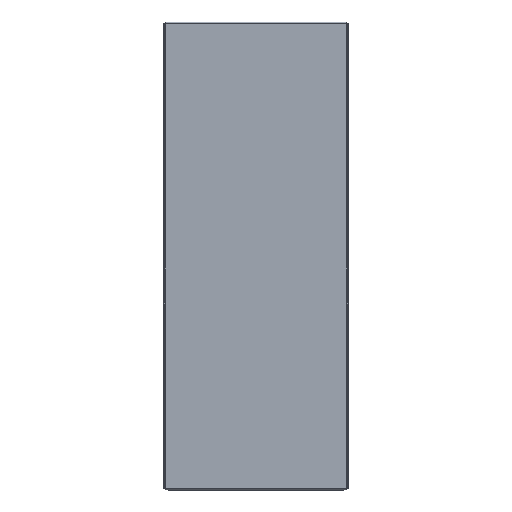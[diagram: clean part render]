
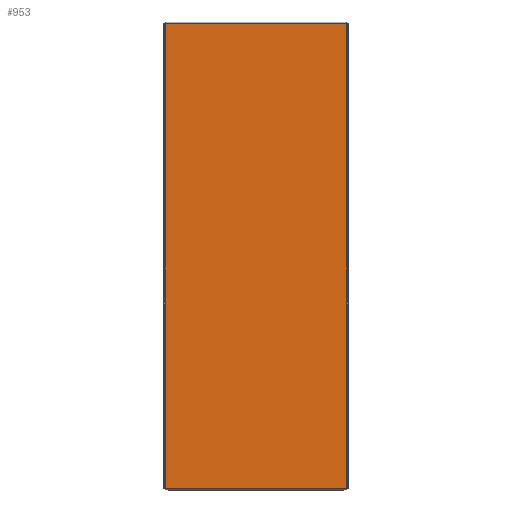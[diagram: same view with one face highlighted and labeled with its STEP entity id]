
A CAD part, top view. The second image highlights one B-rep face of the part: STEP entity #953.
In plain terms, the highlighted planar face has unit normal (0, 0, 1).
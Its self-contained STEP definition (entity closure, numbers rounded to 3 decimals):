
#63 = CARTESIAN_POINT ( 'NONE',  ( -153., 384.5, 0. ) ) ;
#80 = CARTESIAN_POINT ( 'NONE',  ( -150., -384.5, 0. ) ) ;
#111 = PLANE ( 'NONE',  #1597 ) ;
#119 = VECTOR ( 'NONE', #1218, 1000. ) ;
#159 = CARTESIAN_POINT ( 'NONE',  ( -153., -384.5, 0. ) ) ;
#177 = LINE ( 'NONE', #159, #1522 ) ;
#199 = CARTESIAN_POINT ( 'NONE',  ( 150., 384.5, 0. ) ) ;
#239 = CARTESIAN_POINT ( 'NONE',  ( 0., 0., 0. ) ) ;
#257 = EDGE_CURVE ( 'NONE', #759, #604, #177, .T. ) ;
#287 = DIRECTION ( 'NONE',  ( -1., 0., 0. ) ) ;
#301 = ORIENTED_EDGE ( 'NONE', *, *, #586, .F. ) ;
#341 = VERTEX_POINT ( 'NONE', #732 ) ;
#493 = DIRECTION ( 'NONE',  ( 1., 0., 0. ) ) ;
#586 = EDGE_CURVE ( 'NONE', #759, #341, #943, .T. ) ;
#604 = VERTEX_POINT ( 'NONE', #1509 ) ;
#680 = DIRECTION ( 'NONE',  ( 1., 0., 0. ) ) ;
#713 = EDGE_CURVE ( 'NONE', #1183, #604, #1402, .T. ) ;
#732 = CARTESIAN_POINT ( 'NONE',  ( -150., 384.5, 0. ) ) ;
#748 = ORIENTED_EDGE ( 'NONE', *, *, #1128, .T. ) ;
#749 = VECTOR ( 'NONE', #287, 1000. ) ;
#759 = VERTEX_POINT ( 'NONE', #80 ) ;
#806 = EDGE_LOOP ( 'NONE', ( #748, #301, #1621, #1253 ) ) ;
#835 = VECTOR ( 'NONE', #1109, 1000. ) ;
#943 = LINE ( 'NONE', #1051, #119 ) ;
#953 = ADVANCED_FACE ( 'NONE', ( #1341 ), #111, .T. ) ;
#1051 = CARTESIAN_POINT ( 'NONE',  ( -150., -384.5, 0. ) ) ;
#1109 = DIRECTION ( 'NONE',  ( 0., -1., 0. ) ) ;
#1128 = EDGE_CURVE ( 'NONE', #1183, #341, #1217, .T. ) ;
#1183 = VERTEX_POINT ( 'NONE', #1620 ) ;
#1217 = LINE ( 'NONE', #63, #749 ) ;
#1218 = DIRECTION ( 'NONE',  ( 0., 1., 0. ) ) ;
#1253 = ORIENTED_EDGE ( 'NONE', *, *, #713, .F. ) ;
#1341 = FACE_OUTER_BOUND ( 'NONE', #806, .T. ) ;
#1402 = LINE ( 'NONE', #199, #835 ) ;
#1421 = DIRECTION ( 'NONE',  ( 0., 0., 1. ) ) ;
#1509 = CARTESIAN_POINT ( 'NONE',  ( 150., -384.5, 0. ) ) ;
#1522 = VECTOR ( 'NONE', #680, 1000. ) ;
#1597 = AXIS2_PLACEMENT_3D ( 'NONE', #239, #1421, #493 ) ;
#1620 = CARTESIAN_POINT ( 'NONE',  ( 150., 384.5, 0. ) ) ;
#1621 = ORIENTED_EDGE ( 'NONE', *, *, #257, .T. ) ;
